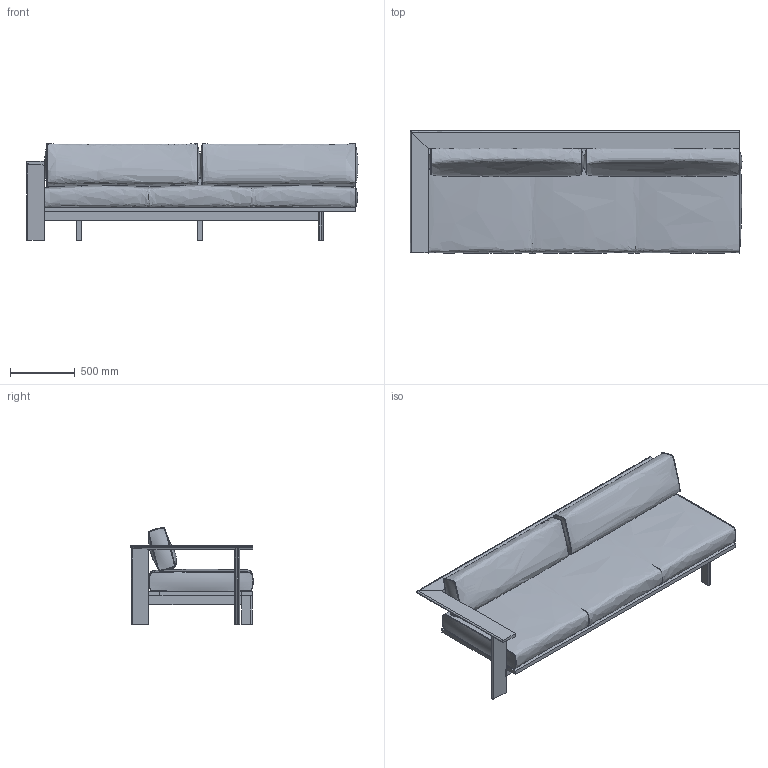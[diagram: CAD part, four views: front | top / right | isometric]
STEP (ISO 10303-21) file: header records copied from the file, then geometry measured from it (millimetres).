
FILE_DESCRIPTION(/* description */ (''),/* implementation_level */ '2;1');
FILE_NAME(/* name */ 'Rail_CB-493CR_3D',/* time_stamp */ '2023-10-06T12:57:12+02:00',/* author */ (''),/* organization */ (''),/* preprocessor_version */ 'ST-DEVELOPER v16.5',/* originating_system */ 'Rhino 7.31',/* authorisation */ '');
FILE_SCHEMA (('AUTOMOTIVE_DESIGN'));
Length unit declared in the file: centimetre
Products named in the file (2): Document; Rail_CB-493CR
Assembly tree (1 placements, depth 2):
  Document
    Rail_CB-493CR
Bounding box: 2557.08 x 943.33 x 746.16 mm (x, y, z)
Volume: 86366401.6 mm3; surface area: 15025914.9 mm2
Topology: 48 solids, 57 shells, 282 faces, 581 edges, 387 vertices
Faces by surface type: plane 243, bspline 20, cylinder 19
Entity records: 59472 total; most frequent: CARTESIAN_POINT 54509, ORIENTED_EDGE 1150, EDGE_CURVE 581, B_SPLINE_CURVE_WITH_KNOTS 525, VERTEX_POINT 387, ADVANCED_FACE 282, FACE_OUTER_BOUND 282, EDGE_LOOP 282
